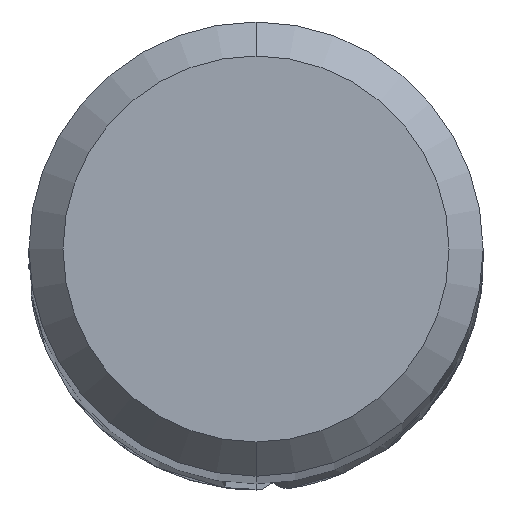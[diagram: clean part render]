
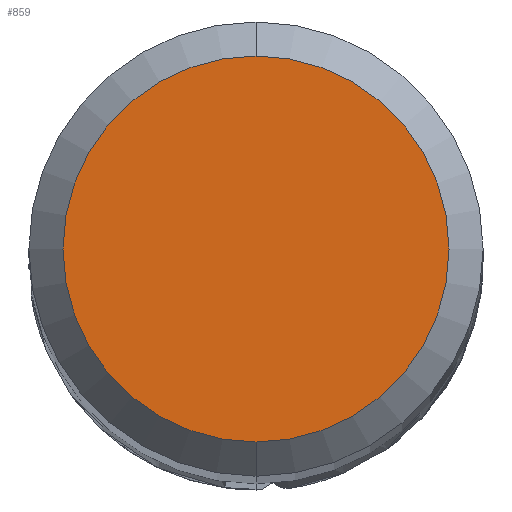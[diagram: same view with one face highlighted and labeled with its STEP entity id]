
A CAD part, top view. The second image highlights one B-rep face of the part: STEP entity #859.
In plain terms, the highlighted planar face has unit normal (0, 0, 1).
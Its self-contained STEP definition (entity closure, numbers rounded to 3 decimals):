
#631=VERTEX_POINT('',#1770);
#859=ADVANCED_FACE('',(#2018),#2019,.T.);
#1057=VERTEX_POINT('',#2237);
#1127=EDGE_CURVE('',#631,#1057,#2310,.T.);
#1475=EDGE_CURVE('',#1057,#631,#2686,.T.);
#1770=CARTESIAN_POINT('',(0.0,1.7,0.0));
#2018=FACE_OUTER_BOUND('',#4542,.T.);
#2019=PLANE('',#4543);
#2237=CARTESIAN_POINT('',(0.,-1.7,0.0));
#2310=CIRCLE('',#5999,1.7);
#2686=CIRCLE('',#8498,1.7);
#4542=EDGE_LOOP('',(#10551,#10552));
#4543=AXIS2_PLACEMENT_3D('',#10553,#10554,#10555);
#5999=AXIS2_PLACEMENT_3D('',#10829,#10830,#10831);
#8498=AXIS2_PLACEMENT_3D('',#11156,#11157,#11158);
#10551=ORIENTED_EDGE('',*,*,#1127,.F.);
#10552=ORIENTED_EDGE('',*,*,#1475,.F.);
#10553=CARTESIAN_POINT('',(0.0,0.85,0.0));
#10554=DIRECTION('',(-0.0,0.0,1.0));
#10555=DIRECTION('',(0.0,-1.0,0.0));
#10829=CARTESIAN_POINT('',(0.0,0.0,0.0));
#10830=DIRECTION('',(0.0,0.0,-1.0));
#10831=DIRECTION('',(0.0,1.0,0.0));
#11156=CARTESIAN_POINT('',(0.0,0.0,0.0));
#11157=DIRECTION('',(0.0,0.0,-1.0));
#11158=DIRECTION('',(0.0,1.0,0.0));
